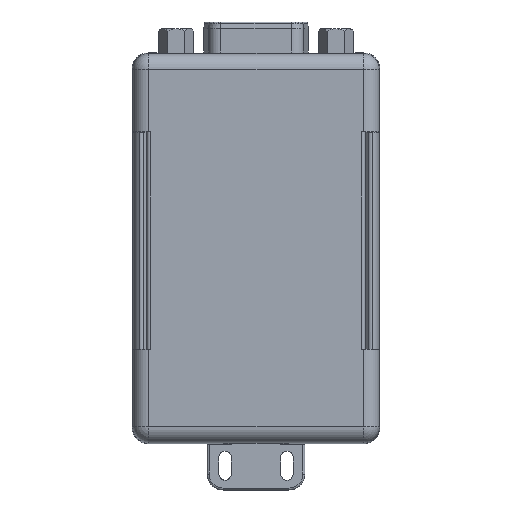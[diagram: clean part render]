
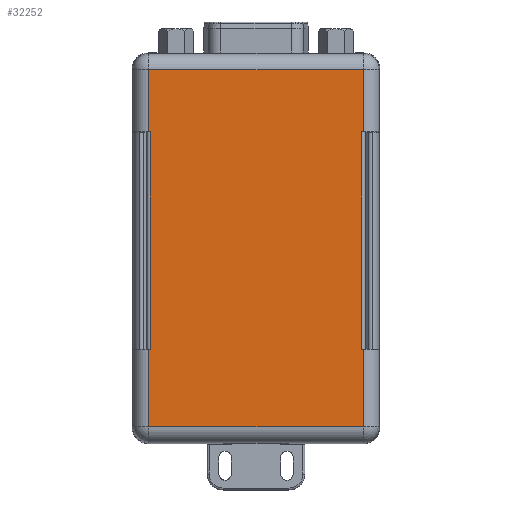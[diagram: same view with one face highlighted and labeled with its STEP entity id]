
A CAD part, front view. The second image highlights one B-rep face of the part: STEP entity #32252.
In plain terms, the highlighted planar face has unit normal (0, -1, 0).
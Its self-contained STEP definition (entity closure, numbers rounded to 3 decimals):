
#2791 = DIRECTION ( 'NONE',  ( -1., 0., 0. ) ) ;
#2849 = VERTEX_POINT ( 'NONE', #37887 ) ;
#3367 = VECTOR ( 'NONE', #21172, 1000. ) ;
#3699 = VERTEX_POINT ( 'NONE', #48667 ) ;
#5482 = CARTESIAN_POINT ( 'NONE',  ( -16.791, 0., -15.85 ) ) ;
#5623 = ORIENTED_EDGE ( 'NONE', *, *, #40702, .T. ) ;
#6675 = VERTEX_POINT ( 'NONE', #45511 ) ;
#7129 = VERTEX_POINT ( 'NONE', #31302 ) ;
#7520 = CARTESIAN_POINT ( 'NONE',  ( 0., 0., 0. ) ) ;
#8090 = ORIENTED_EDGE ( 'NONE', *, *, #16144, .T. ) ;
#8301 = VERTEX_POINT ( 'NONE', #46280 ) ;
#9145 = DIRECTION ( 'NONE',  ( -1., 0., 0. ) ) ;
#9562 = VERTEX_POINT ( 'NONE', #38744 ) ;
#10357 = DIRECTION ( 'NONE',  ( 1., 0., 0. ) ) ;
#10799 = CARTESIAN_POINT ( 'NONE',  ( 16.6, 0., 18.25 ) ) ;
#12054 = DIRECTION ( 'NONE',  ( 0., -1., 0. ) ) ;
#12094 = ORIENTED_EDGE ( 'NONE', *, *, #23481, .T. ) ;
#12332 = EDGE_LOOP ( 'NONE', ( #43369, #12993, #45975, #40233, #53379, #25939, #21139, #48785, #5623, #12094, #52544, #8090 ) ) ;
#12993 = ORIENTED_EDGE ( 'NONE', *, *, #44910, .T. ) ;
#14099 = VERTEX_POINT ( 'NONE', #31960 ) ;
#15110 = LINE ( 'NONE', #43850, #53871 ) ;
#16144 = EDGE_CURVE ( 'NONE', #47184, #2849, #27106, .T. ) ;
#16595 = VERTEX_POINT ( 'NONE', #50638 ) ;
#16743 = VECTOR ( 'NONE', #31676, 1000. ) ;
#18068 = EDGE_CURVE ( 'NONE', #9562, #3699, #50730, .T. ) ;
#18920 = LINE ( 'NONE', #32450, #42864 ) ;
#19257 = CARTESIAN_POINT ( 'NONE',  ( 19.4, 0., 18.25 ) ) ;
#19644 = LINE ( 'NONE', #25722, #3367 ) ;
#20168 = CARTESIAN_POINT ( 'NONE',  ( -16.6, 0., -15.85 ) ) ;
#20425 = LINE ( 'NONE', #20168, #31035 ) ;
#20446 = DIRECTION ( 'NONE',  ( 1., 0., 0. ) ) ;
#20494 = CARTESIAN_POINT ( 'NONE',  ( 16.791, 0., 30.448 ) ) ;
#20778 = CARTESIAN_POINT ( 'NONE',  ( -19.248, 0., 27.991 ) ) ;
#21139 = ORIENTED_EDGE ( 'NONE', *, *, #40595, .T. ) ;
#21172 = DIRECTION ( 'NONE',  ( -1., 0., 0. ) ) ;
#22524 = VERTEX_POINT ( 'NONE', #28296 ) ;
#22553 = LINE ( 'NONE', #20494, #57052 ) ;
#23481 = EDGE_CURVE ( 'NONE', #42961, #16595, #43234, .T. ) ;
#24152 = VECTOR ( 'NONE', #29995, 1000. ) ;
#25722 = CARTESIAN_POINT ( 'NONE',  ( 19.4, 0., -15.85 ) ) ;
#25939 = ORIENTED_EDGE ( 'NONE', *, *, #18068, .T. ) ;
#26284 = EDGE_CURVE ( 'NONE', #16595, #47184, #51242, .T. ) ;
#27106 = LINE ( 'NONE', #20778, #37591 ) ;
#27140 = CARTESIAN_POINT ( 'NONE',  ( -19.4, 0., -15.85 ) ) ;
#27384 = CARTESIAN_POINT ( 'NONE',  ( 16.791, 0., 30.448 ) ) ;
#27971 = DIRECTION ( 'NONE',  ( 1., 0., 0. ) ) ;
#28071 = CARTESIAN_POINT ( 'NONE',  ( 16.791, 0., 27.991 ) ) ;
#28296 = CARTESIAN_POINT ( 'NONE',  ( -16.6, 0., -15.85 ) ) ;
#28976 = EDGE_CURVE ( 'NONE', #2849, #8301, #48036, .T. ) ;
#29995 = DIRECTION ( 'NONE',  ( 0., 0., -1. ) ) ;
#30495 = DIRECTION ( 'NONE',  ( 0., 0., -1. ) ) ;
#30741 = DIRECTION ( 'NONE',  ( 0., 0., 1. ) ) ;
#31035 = VECTOR ( 'NONE', #56204, 1000. ) ;
#31269 = VECTOR ( 'NONE', #10357, 1000. ) ;
#31302 = CARTESIAN_POINT ( 'NONE',  ( 16.6, 0., -15.85 ) ) ;
#31676 = DIRECTION ( 'NONE',  ( 0., 0., 1. ) ) ;
#31960 = CARTESIAN_POINT ( 'NONE',  ( 16.791, 0., -15.85 ) ) ;
#32252 = ADVANCED_FACE ( 'NONE', ( #33484 ), #34511, .T. ) ;
#32450 = CARTESIAN_POINT ( 'NONE',  ( -19.4, 0., 18.25 ) ) ;
#33484 = FACE_OUTER_BOUND ( 'NONE', #12332, .T. ) ;
#34511 = PLANE ( 'NONE',  #36211 ) ;
#34592 = VERTEX_POINT ( 'NONE', #5482 ) ;
#36211 = AXIS2_PLACEMENT_3D ( 'NONE', #7520, #12054, #43596 ) ;
#37591 = VECTOR ( 'NONE', #2791, 1000. ) ;
#37887 = CARTESIAN_POINT ( 'NONE',  ( -16.791, 0., 27.991 ) ) ;
#38009 = VECTOR ( 'NONE', #30741, 1000. ) ;
#38295 = EDGE_CURVE ( 'NONE', #34592, #9562, #15110, .T. ) ;
#38744 = CARTESIAN_POINT ( 'NONE',  ( -16.791, 0., -27.991 ) ) ;
#40233 = ORIENTED_EDGE ( 'NONE', *, *, #46522, .T. ) ;
#40595 = EDGE_CURVE ( 'NONE', #3699, #14099, #22553, .T. ) ;
#40702 = EDGE_CURVE ( 'NONE', #7129, #42961, #49985, .T. ) ;
#42864 = VECTOR ( 'NONE', #27971, 1000. ) ;
#42961 = VERTEX_POINT ( 'NONE', #10799 ) ;
#43234 = LINE ( 'NONE', #19257, #31269 ) ;
#43369 = ORIENTED_EDGE ( 'NONE', *, *, #28976, .T. ) ;
#43596 = DIRECTION ( 'NONE',  ( 0., 0., -1. ) ) ;
#43850 = CARTESIAN_POINT ( 'NONE',  ( -16.791, 0., -30.448 ) ) ;
#44027 = VECTOR ( 'NONE', #9145, 1000. ) ;
#44910 = EDGE_CURVE ( 'NONE', #8301, #6675, #18920, .T. ) ;
#45511 = CARTESIAN_POINT ( 'NONE',  ( -16.6, 0., 18.25 ) ) ;
#45975 = ORIENTED_EDGE ( 'NONE', *, *, #57711, .T. ) ;
#46280 = CARTESIAN_POINT ( 'NONE',  ( -16.791, 0., 18.25 ) ) ;
#46522 = EDGE_CURVE ( 'NONE', #22524, #34592, #56013, .T. ) ;
#47184 = VERTEX_POINT ( 'NONE', #28071 ) ;
#47456 = DIRECTION ( 'NONE',  ( 0., 0., 1. ) ) ;
#48036 = LINE ( 'NONE', #56918, #24152 ) ;
#48624 = CARTESIAN_POINT ( 'NONE',  ( 16.6, 0., 18.25 ) ) ;
#48667 = CARTESIAN_POINT ( 'NONE',  ( 16.791, 0., -27.991 ) ) ;
#48785 = ORIENTED_EDGE ( 'NONE', *, *, #53208, .T. ) ;
#49320 = VECTOR ( 'NONE', #20446, 1000. ) ;
#49985 = LINE ( 'NONE', #48624, #38009 ) ;
#50638 = CARTESIAN_POINT ( 'NONE',  ( 16.791, 0., 18.25 ) ) ;
#50730 = LINE ( 'NONE', #51932, #49320 ) ;
#51242 = LINE ( 'NONE', #27384, #16743 ) ;
#51932 = CARTESIAN_POINT ( 'NONE',  ( 19.248, 0., -27.991 ) ) ;
#52544 = ORIENTED_EDGE ( 'NONE', *, *, #26284, .T. ) ;
#53208 = EDGE_CURVE ( 'NONE', #14099, #7129, #19644, .T. ) ;
#53379 = ORIENTED_EDGE ( 'NONE', *, *, #38295, .T. ) ;
#53871 = VECTOR ( 'NONE', #30495, 1000. ) ;
#56013 = LINE ( 'NONE', #27140, #44027 ) ;
#56204 = DIRECTION ( 'NONE',  ( 0., 0., -1. ) ) ;
#56918 = CARTESIAN_POINT ( 'NONE',  ( -16.791, 0., -30.448 ) ) ;
#57052 = VECTOR ( 'NONE', #47456, 1000. ) ;
#57711 = EDGE_CURVE ( 'NONE', #6675, #22524, #20425, .T. ) ;
